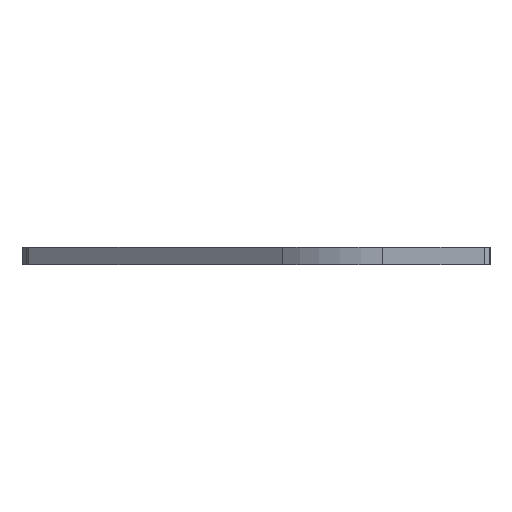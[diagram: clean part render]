
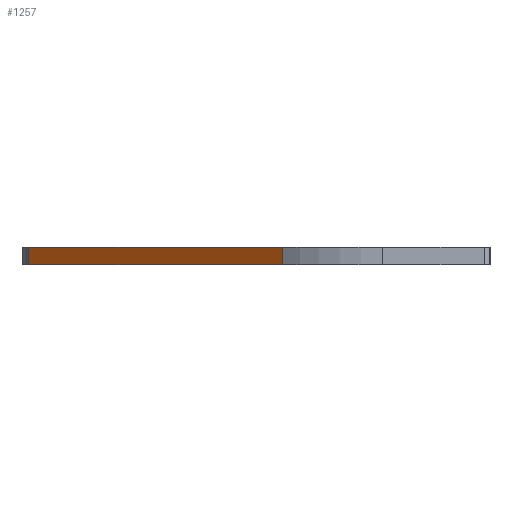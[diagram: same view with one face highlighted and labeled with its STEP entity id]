
A CAD part, left-side view. The second image highlights one B-rep face of the part: STEP entity #1257.
In plain terms, the highlighted planar face has unit normal (-0.755, 0.656, 0).
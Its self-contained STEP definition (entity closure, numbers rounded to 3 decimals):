
#32 = PLANE('',#33);
#33 = AXIS2_PLACEMENT_3D('',#34,#35,#36);
#34 = CARTESIAN_POINT('',(-9.,-57.048,0.));
#35 = DIRECTION('',(0.,0.,1.));
#36 = DIRECTION('',(1.,0.,0.));
#142 = VERTEX_POINT('',#143);
#143 = CARTESIAN_POINT('',(-56.005,21.515,0.));
#158 = CYLINDRICAL_SURFACE('',#159,1.);
#159 = AXIS2_PLACEMENT_3D('',#160,#161,#162);
#160 = CARTESIAN_POINT('',(-55.25,20.859,0.));
#161 = DIRECTION('',(0.,0.,1.));
#162 = DIRECTION('',(1.,0.,0.));
#170 = EDGE_CURVE('',#142,#171,#173,.T.);
#171 = VERTEX_POINT('',#172);
#172 = CARTESIAN_POINT('',(-93.619,-21.736,0.));
#173 = SURFACE_CURVE('',#174,(#178,#185),.PCURVE_S1.);
#174 = LINE('',#175,#176);
#175 = CARTESIAN_POINT('',(-54.25,23.532,0.));
#176 = VECTOR('',#177,1.);
#177 = DIRECTION('',(-0.656,-0.755,0.));
#178 = PCURVE('',#32,#179);
#179 = DEFINITIONAL_REPRESENTATION('',(#180),#184);
#180 = LINE('',#181,#182);
#181 = CARTESIAN_POINT('',(-45.25,80.58));
#182 = VECTOR('',#183,1.);
#183 = DIRECTION('',(-0.656,-0.755));
#184 = ( GEOMETRIC_REPRESENTATION_CONTEXT(2) 
PARAMETRIC_REPRESENTATION_CONTEXT() REPRESENTATION_CONTEXT('2D SPACE',''
  ) );
#185 = PCURVE('',#186,#191);
#186 = PLANE('',#187);
#187 = AXIS2_PLACEMENT_3D('',#188,#189,#190);
#188 = CARTESIAN_POINT('',(-54.25,23.532,0.));
#189 = DIRECTION('',(0.755,-0.656,0.));
#190 = DIRECTION('',(-0.656,-0.755,0.));
#191 = DEFINITIONAL_REPRESENTATION('',(#192),#196);
#192 = LINE('',#193,#194);
#193 = CARTESIAN_POINT('',(0.,0.));
#194 = VECTOR('',#195,1.);
#195 = DIRECTION('',(1.,0.));
#196 = ( GEOMETRIC_REPRESENTATION_CONTEXT(2) 
PARAMETRIC_REPRESENTATION_CONTEXT() REPRESENTATION_CONTEXT('2D SPACE',''
  ) );
#215 = CYLINDRICAL_SURFACE('',#216,26.);
#216 = AXIS2_PLACEMENT_3D('',#217,#218,#219);
#217 = CARTESIAN_POINT('',(-74.,-38.798,0.));
#218 = DIRECTION('',(0.,0.,-1.));
#219 = DIRECTION('',(1.,0.,0.));
#771 = PLANE('',#772);
#772 = AXIS2_PLACEMENT_3D('',#773,#774,#775);
#773 = CARTESIAN_POINT('',(-9.,-57.048,3.));
#774 = DIRECTION('',(0.,0.,1.));
#775 = DIRECTION('',(1.,0.,0.));
#1162 = EDGE_CURVE('',#142,#1163,#1165,.T.);
#1163 = VERTEX_POINT('',#1164);
#1164 = CARTESIAN_POINT('',(-56.005,21.515,3.));
#1165 = SURFACE_CURVE('',#1166,(#1170,#1177),.PCURVE_S1.);
#1166 = LINE('',#1167,#1168);
#1167 = CARTESIAN_POINT('',(-56.005,21.515,0.));
#1168 = VECTOR('',#1169,1.);
#1169 = DIRECTION('',(0.,0.,1.));
#1170 = PCURVE('',#158,#1171);
#1171 = DEFINITIONAL_REPRESENTATION('',(#1172),#1176);
#1172 = LINE('',#1173,#1174);
#1173 = CARTESIAN_POINT('',(2.426,0.));
#1174 = VECTOR('',#1175,1.);
#1175 = DIRECTION('',(0.,1.));
#1176 = ( GEOMETRIC_REPRESENTATION_CONTEXT(2) 
PARAMETRIC_REPRESENTATION_CONTEXT() REPRESENTATION_CONTEXT('2D SPACE',''
  ) );
#1177 = PCURVE('',#186,#1178);
#1178 = DEFINITIONAL_REPRESENTATION('',(#1179),#1183);
#1179 = LINE('',#1180,#1181);
#1180 = CARTESIAN_POINT('',(2.674,0.));
#1181 = VECTOR('',#1182,1.);
#1182 = DIRECTION('',(0.,-1.));
#1183 = ( GEOMETRIC_REPRESENTATION_CONTEXT(2) 
PARAMETRIC_REPRESENTATION_CONTEXT() REPRESENTATION_CONTEXT('2D SPACE',''
  ) );
#1257 = ADVANCED_FACE('',(#1258),#186,.F.);
#1258 = FACE_BOUND('',#1259,.F.);
#1259 = EDGE_LOOP('',(#1260,#1261,#1262,#1285));
#1260 = ORIENTED_EDGE('',*,*,#170,.F.);
#1261 = ORIENTED_EDGE('',*,*,#1162,.T.);
#1262 = ORIENTED_EDGE('',*,*,#1263,.T.);
#1263 = EDGE_CURVE('',#1163,#1264,#1266,.T.);
#1264 = VERTEX_POINT('',#1265);
#1265 = CARTESIAN_POINT('',(-93.619,-21.736,3.));
#1266 = SURFACE_CURVE('',#1267,(#1271,#1278),.PCURVE_S1.);
#1267 = LINE('',#1268,#1269);
#1268 = CARTESIAN_POINT('',(-54.25,23.532,3.));
#1269 = VECTOR('',#1270,1.);
#1270 = DIRECTION('',(-0.656,-0.755,0.));
#1271 = PCURVE('',#186,#1272);
#1272 = DEFINITIONAL_REPRESENTATION('',(#1273),#1277);
#1273 = LINE('',#1274,#1275);
#1274 = CARTESIAN_POINT('',(0.,-3.));
#1275 = VECTOR('',#1276,1.);
#1276 = DIRECTION('',(1.,0.));
#1277 = ( GEOMETRIC_REPRESENTATION_CONTEXT(2) 
PARAMETRIC_REPRESENTATION_CONTEXT() REPRESENTATION_CONTEXT('2D SPACE',''
  ) );
#1278 = PCURVE('',#771,#1279);
#1279 = DEFINITIONAL_REPRESENTATION('',(#1280),#1284);
#1280 = LINE('',#1281,#1282);
#1281 = CARTESIAN_POINT('',(-45.25,80.58));
#1282 = VECTOR('',#1283,1.);
#1283 = DIRECTION('',(-0.656,-0.755));
#1284 = ( GEOMETRIC_REPRESENTATION_CONTEXT(2) 
PARAMETRIC_REPRESENTATION_CONTEXT() REPRESENTATION_CONTEXT('2D SPACE',''
  ) );
#1285 = ORIENTED_EDGE('',*,*,#1286,.F.);
#1286 = EDGE_CURVE('',#171,#1264,#1287,.T.);
#1287 = SURFACE_CURVE('',#1288,(#1292,#1299),.PCURVE_S1.);
#1288 = LINE('',#1289,#1290);
#1289 = CARTESIAN_POINT('',(-93.619,-21.736,0.));
#1290 = VECTOR('',#1291,1.);
#1291 = DIRECTION('',(0.,0.,1.));
#1292 = PCURVE('',#186,#1293);
#1293 = DEFINITIONAL_REPRESENTATION('',(#1294),#1298);
#1294 = LINE('',#1295,#1296);
#1295 = CARTESIAN_POINT('',(59.992,0.));
#1296 = VECTOR('',#1297,1.);
#1297 = DIRECTION('',(0.,-1.));
#1298 = ( GEOMETRIC_REPRESENTATION_CONTEXT(2) 
PARAMETRIC_REPRESENTATION_CONTEXT() REPRESENTATION_CONTEXT('2D SPACE',''
  ) );
#1299 = PCURVE('',#215,#1300);
#1300 = DEFINITIONAL_REPRESENTATION('',(#1301),#1305);
#1301 = LINE('',#1302,#1303);
#1302 = CARTESIAN_POINT('',(-2.426,0.));
#1303 = VECTOR('',#1304,1.);
#1304 = DIRECTION('',(0.,-1.));
#1305 = ( GEOMETRIC_REPRESENTATION_CONTEXT(2) 
PARAMETRIC_REPRESENTATION_CONTEXT() REPRESENTATION_CONTEXT('2D SPACE',''
  ) );
